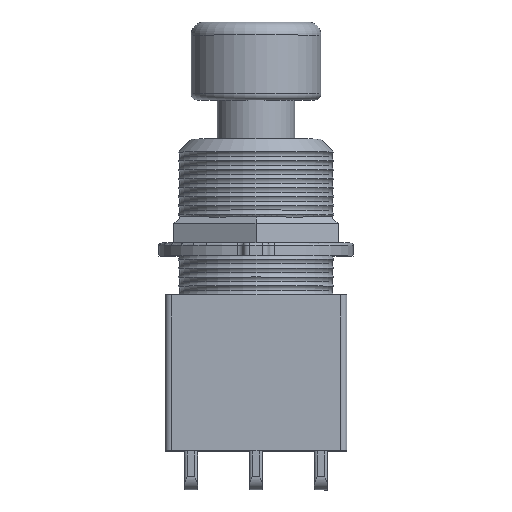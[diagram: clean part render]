
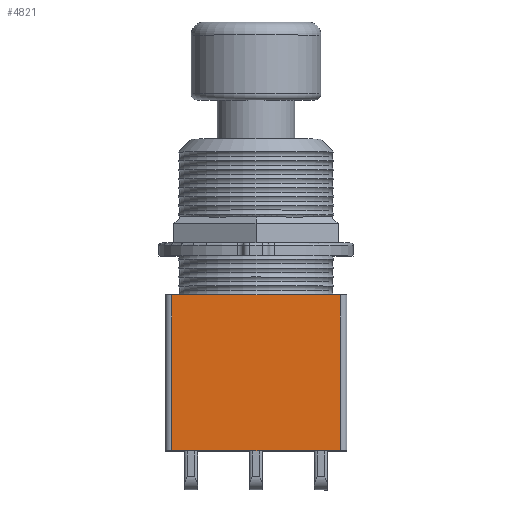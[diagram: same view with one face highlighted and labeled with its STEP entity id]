
A CAD part, top view. The second image highlights one B-rep face of the part: STEP entity #4821.
In plain terms, the highlighted planar face has unit normal (0, 0, 1).
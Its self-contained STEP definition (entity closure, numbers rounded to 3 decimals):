
#223 = DIRECTION ( 'NONE',  ( -1., 0., 0. ) ) ;
#367 = DIRECTION ( 'NONE',  ( -1., 0., 0. ) ) ;
#601 = CARTESIAN_POINT ( 'NONE',  ( -6.5, -12., 6. ) ) ;
#672 = PLANE ( 'NONE',  #2206 ) ;
#743 = CARTESIAN_POINT ( 'NONE',  ( 6.5, -12., 6. ) ) ;
#841 = CARTESIAN_POINT ( 'NONE',  ( 6.5, 0., 6. ) ) ;
#1242 = FACE_OUTER_BOUND ( 'NONE', #2364, .T. ) ;
#1388 = VECTOR ( 'NONE', #367, 1000. ) ;
#1426 = VERTEX_POINT ( 'NONE', #6122 ) ;
#1490 = LINE ( 'NONE', #601, #6006 ) ;
#1657 = DIRECTION ( 'NONE',  ( 0., 0., -1. ) ) ;
#1758 = LINE ( 'NONE', #4675, #4647 ) ;
#1827 = ORIENTED_EDGE ( 'NONE', *, *, #2437, .F. ) ;
#1914 = VERTEX_POINT ( 'NONE', #5084 ) ;
#2000 = EDGE_CURVE ( 'NONE', #2725, #1914, #2374, .T. ) ;
#2197 = CARTESIAN_POINT ( 'NONE',  ( 6.5, 0., 6. ) ) ;
#2206 = AXIS2_PLACEMENT_3D ( 'NONE', #6103, #1657, #5555 ) ;
#2234 = LINE ( 'NONE', #5059, #3957 ) ;
#2364 = EDGE_LOOP ( 'NONE', ( #4459, #3670, #4929, #1827, #4913 ) ) ;
#2374 = LINE ( 'NONE', #841, #1388 ) ;
#2437 = EDGE_CURVE ( 'NONE', #4161, #1426, #2473, .T. ) ;
#2473 = LINE ( 'NONE', #5774, #5762 ) ;
#2699 = CARTESIAN_POINT ( 'NONE',  ( -6.5, 0., 6. ) ) ;
#2725 = VERTEX_POINT ( 'NONE', #2197 ) ;
#3021 = DIRECTION ( 'NONE',  ( 0., 1., 0. ) ) ;
#3670 = ORIENTED_EDGE ( 'NONE', *, *, #4795, .T. ) ;
#3957 = VECTOR ( 'NONE', #223, 1000. ) ;
#4161 = VERTEX_POINT ( 'NONE', #743 ) ;
#4459 = ORIENTED_EDGE ( 'NONE', *, *, #2000, .T. ) ;
#4647 = VECTOR ( 'NONE', #6202, 1000. ) ;
#4675 = CARTESIAN_POINT ( 'NONE',  ( 6.5, -12., 6. ) ) ;
#4697 = DIRECTION ( 'NONE',  ( -1., 0., 0. ) ) ;
#4795 = EDGE_CURVE ( 'NONE', #1914, #5183, #2234, .T. ) ;
#4821 = ADVANCED_FACE ( 'NONE', ( #1242 ), #672, .F. ) ;
#4913 = ORIENTED_EDGE ( 'NONE', *, *, #4931, .T. ) ;
#4929 = ORIENTED_EDGE ( 'NONE', *, *, #6172, .F. ) ;
#4931 = EDGE_CURVE ( 'NONE', #4161, #2725, #1758, .T. ) ;
#5059 = CARTESIAN_POINT ( 'NONE',  ( 6.5, 0., 6. ) ) ;
#5084 = CARTESIAN_POINT ( 'NONE',  ( 0., 0., 6. ) ) ;
#5183 = VERTEX_POINT ( 'NONE', #2699 ) ;
#5555 = DIRECTION ( 'NONE',  ( -1., 0., 0. ) ) ;
#5762 = VECTOR ( 'NONE', #4697, 1000. ) ;
#5774 = CARTESIAN_POINT ( 'NONE',  ( 6.5, -12., 6. ) ) ;
#6006 = VECTOR ( 'NONE', #3021, 1000. ) ;
#6103 = CARTESIAN_POINT ( 'NONE',  ( 6.5, -12., 6. ) ) ;
#6122 = CARTESIAN_POINT ( 'NONE',  ( -6.5, -12., 6. ) ) ;
#6172 = EDGE_CURVE ( 'NONE', #1426, #5183, #1490, .T. ) ;
#6202 = DIRECTION ( 'NONE',  ( 0., 1., 0. ) ) ;
